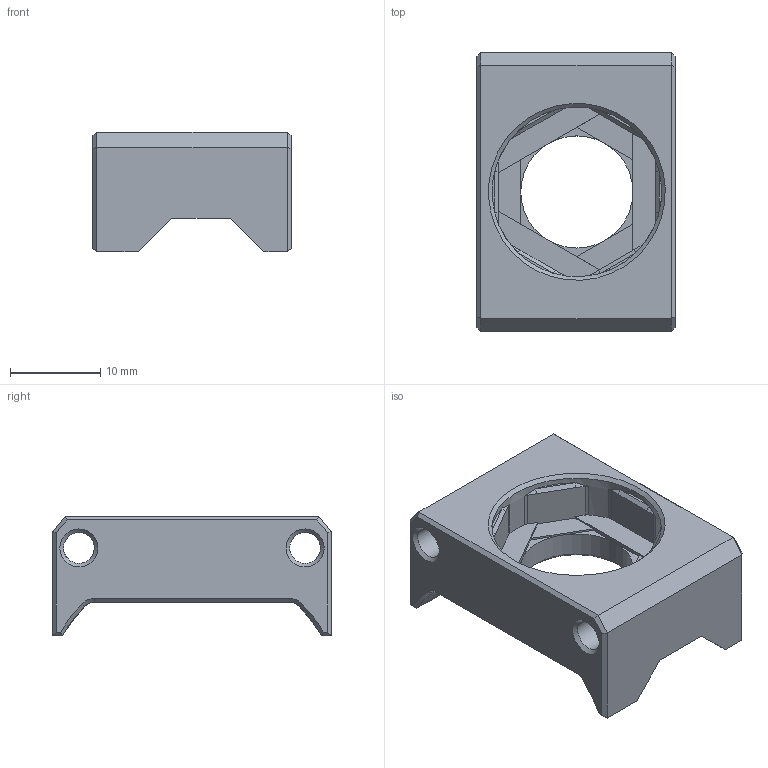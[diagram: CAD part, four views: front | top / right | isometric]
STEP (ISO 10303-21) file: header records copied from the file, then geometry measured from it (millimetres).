
FILE_DESCRIPTION(/* description */ (''),/* implementation_level */ '2;1');
FILE_NAME(/* name */ 'MiniRD_Revo_Micro_Mount v3.step',/* time_stamp */ '2022-05-03T23:28:50-05:00',/* author */ (''),/* organization */ (''),/* preprocessor_version */ 'ST-DEVELOPER v18.1',/* originating_system */ 'Autodesk Translation Framework v10.14.0.1471',/* authorisation */ '');
FILE_SCHEMA (('AUTOMOTIVE_DESIGN { 1 0 10303 214 3 1 1 }'));
Length unit declared in the file: millimetre
Products named in the file (1): MiniRD_Revo_Micro_Mount
Bounding box: 21.89 x 30.8 x 13.21 mm (x, y, z)
Volume: 4180.3 mm3; surface area: 3061.8 mm2
Topology: 1 solids, 1 shells, 133 faces, 334 edges, 204 vertices
Faces by surface type: plane 69, cone 31, cylinder 21, bspline 12
Full cylindrical faces by diameter (mm): 3.4 x2, 12.4 x1, 16.4 x1, 18.75 x1
Entity records: 4332 total; most frequent: CARTESIAN_POINT 1215, ORIENTED_EDGE 668, DIRECTION 596, EDGE_CURVE 334, LINE 204, VECTOR 204, VERTEX_POINT 204, AXIS2_PLACEMENT_3D 196
